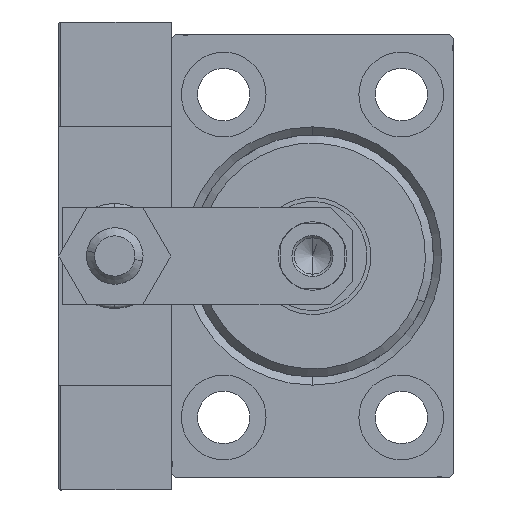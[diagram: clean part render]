
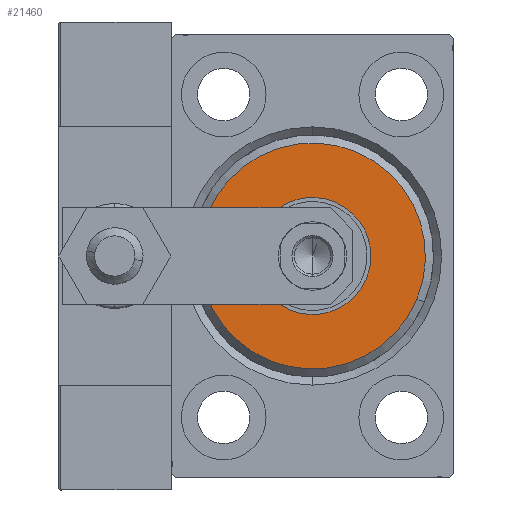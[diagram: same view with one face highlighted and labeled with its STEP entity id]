
A CAD part, left-side view. The second image highlights one B-rep face of the part: STEP entity #21460.
In plain terms, the highlighted face is planar.
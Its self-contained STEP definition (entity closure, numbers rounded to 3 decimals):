
#110 = DIRECTION ( 'NONE',  ( 0., 0., -1. ) ) ;
#2101 = CIRCLE ( 'NONE', #49303, 7.25 ) ;
#2604 = EDGE_LOOP ( 'NONE', ( #17327, #8406 ) ) ;
#5754 = CARTESIAN_POINT ( 'NONE',  ( 3., 0., 0. ) ) ;
#6675 = EDGE_CURVE ( 'NONE', #39112, #48898, #39919, .T. ) ;
#8406 = ORIENTED_EDGE ( 'NONE', *, *, #10870, .T. ) ;
#9084 = CARTESIAN_POINT ( 'NONE',  ( 3., 0., 0. ) ) ;
#10870 = EDGE_CURVE ( 'NONE', #48898, #39112, #26787, .T. ) ;
#11340 = AXIS2_PLACEMENT_3D ( 'NONE', #5754, #34010, #21547 ) ;
#11744 = AXIS2_PLACEMENT_3D ( 'NONE', #33454, #22239, #18194 ) ;
#12091 = PLANE ( 'NONE',  #42486 ) ;
#17248 = DIRECTION ( 'NONE',  ( 1., 0., 0. ) ) ;
#17327 = ORIENTED_EDGE ( 'NONE', *, *, #6675, .T. ) ;
#18194 = DIRECTION ( 'NONE',  ( 0., 0., -1. ) ) ;
#19235 = FACE_BOUND ( 'NONE', #35939, .T. ) ;
#19272 = DIRECTION ( 'NONE',  ( 1., 0., 0. ) ) ;
#20137 = VERTEX_POINT ( 'NONE', #23322 ) ;
#21460 = ADVANCED_FACE ( 'NONE', ( #35000, #19235 ), #12091, .T. ) ;
#21493 = CIRCLE ( 'NONE', #11744, 7.25 ) ;
#21547 = DIRECTION ( 'NONE',  ( 0., 0., -1. ) ) ;
#22239 = DIRECTION ( 'NONE',  ( 1., 0., 0. ) ) ;
#23322 = CARTESIAN_POINT ( 'NONE',  ( 3., 0., -7.25 ) ) ;
#25124 = EDGE_CURVE ( 'NONE', #35061, #20137, #21493, .T. ) ;
#25298 = AXIS2_PLACEMENT_3D ( 'NONE', #9084, #17248, #28950 ) ;
#26147 = CARTESIAN_POINT ( 'NONE',  ( 3., 0., 14. ) ) ;
#26787 = CIRCLE ( 'NONE', #11340, 14. ) ;
#26963 = CARTESIAN_POINT ( 'NONE',  ( 3., 0., -14. ) ) ;
#27590 = CARTESIAN_POINT ( 'NONE',  ( 3., 0., 7.25 ) ) ;
#28950 = DIRECTION ( 'NONE',  ( 0., 0., -1. ) ) ;
#31176 = CARTESIAN_POINT ( 'NONE',  ( 3., 0., 0. ) ) ;
#33454 = CARTESIAN_POINT ( 'NONE',  ( 3., 0., 0. ) ) ;
#33711 = EDGE_CURVE ( 'NONE', #20137, #35061, #2101, .T. ) ;
#34010 = DIRECTION ( 'NONE',  ( 1., 0., 0. ) ) ;
#35000 = FACE_OUTER_BOUND ( 'NONE', #2604, .T. ) ;
#35061 = VERTEX_POINT ( 'NONE', #27590 ) ;
#35939 = EDGE_LOOP ( 'NONE', ( #43152, #39575 ) ) ;
#38357 = CARTESIAN_POINT ( 'NONE',  ( 3., 0., 0. ) ) ;
#39112 = VERTEX_POINT ( 'NONE', #26147 ) ;
#39575 = ORIENTED_EDGE ( 'NONE', *, *, #25124, .F. ) ;
#39919 = CIRCLE ( 'NONE', #25298, 14. ) ;
#42486 = AXIS2_PLACEMENT_3D ( 'NONE', #31176, #50288, #110 ) ;
#43152 = ORIENTED_EDGE ( 'NONE', *, *, #33711, .F. ) ;
#48898 = VERTEX_POINT ( 'NONE', #26963 ) ;
#49303 = AXIS2_PLACEMENT_3D ( 'NONE', #38357, #19272, #50326 ) ;
#50288 = DIRECTION ( 'NONE',  ( 1., 0., 0. ) ) ;
#50326 = DIRECTION ( 'NONE',  ( 0., 0., -1. ) ) ;
